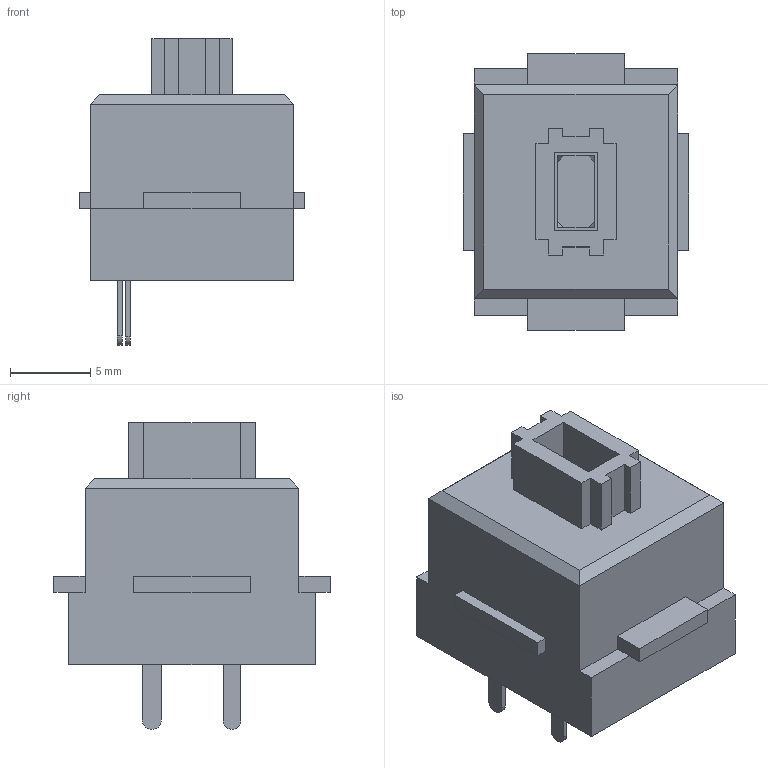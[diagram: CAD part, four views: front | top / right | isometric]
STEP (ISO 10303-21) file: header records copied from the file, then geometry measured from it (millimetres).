
FILE_DESCRIPTION(('FreeCAD Model'),'2;1');
FILE_NAME('matias.stp', '2015-12-31T16:11:00',('Author'),(''), 'Open CASCADE STEP processor 6.8','FreeCAD','Unknown');
FILE_SCHEMA(('AUTOMOTIVE_DESIGN_CC2 { 1 2 10303 214 -1 1 5 4 }'));
Length unit declared in the file: millimetre
Products named in the file (1): Matias_Switch_-_3D_Simplified_v1(1)
Bounding box: 14.1 x 17.25 x 19.15 mm (x, y, z)
Volume: 2146.8 mm3; surface area: 1274.3 mm2
Topology: 1 solids, 1 shells, 89 faces, 232 edges, 152 vertices
Faces by surface type: plane 87, cylinder 2
Entity records: 5879 total; most frequent: CARTESIAN_POINT 1130, DIRECTION 872, LINE 680, VECTOR 680, ORIENTED_EDGE 464, PCURVE 464, DEFINITIONAL_REPRESENTATION 464, EDGE_CURVE 232
